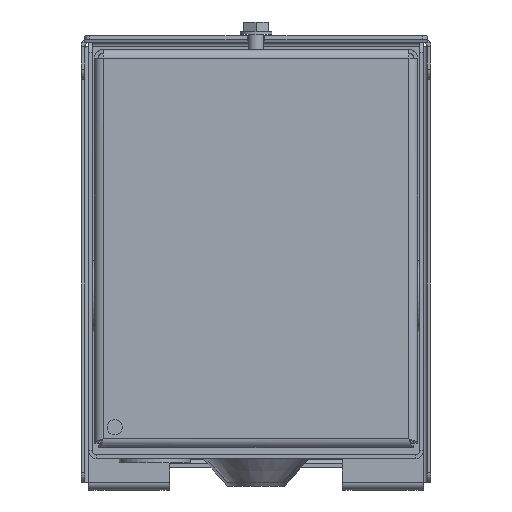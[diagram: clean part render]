
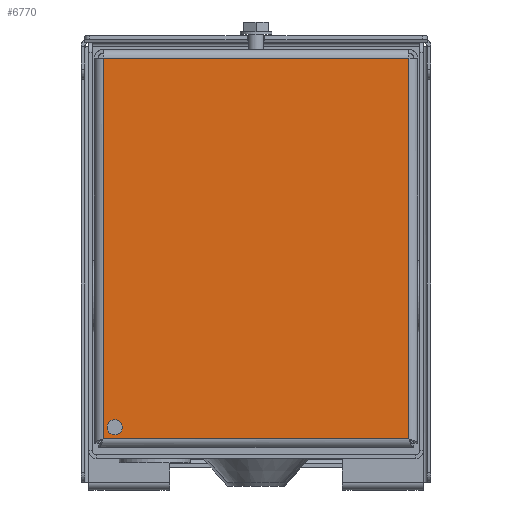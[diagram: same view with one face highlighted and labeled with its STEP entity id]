
A CAD part, front view. The second image highlights one B-rep face of the part: STEP entity #6770.
In plain terms, the highlighted planar face has unit normal (0, -1, 0).
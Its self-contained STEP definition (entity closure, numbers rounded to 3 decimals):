
#55 = CARTESIAN_POINT ( 'NONE',  ( -50.566, -155.202, 126.81 ) ) ;
#543 = VECTOR ( 'NONE', #5989, 1000. ) ;
#738 = EDGE_LOOP ( 'NONE', ( #4280, #11526 ) ) ;
#887 = VECTOR ( 'NONE', #4121, 1000. ) ;
#1191 = CIRCLE ( 'NONE', #1914, 2.381 ) ;
#1258 = CARTESIAN_POINT ( 'NONE',  ( -47.833, -155.202, -589.495 ) ) ;
#1286 = VERTEX_POINT ( 'NONE', #10057 ) ;
#1341 = EDGE_CURVE ( 'NONE', #2639, #1286, #1191, .T. ) ;
#1413 = EDGE_CURVE ( 'NONE', #11007, #11340, #1445, .T. ) ;
#1445 = LINE ( 'NONE', #10228, #7976 ) ;
#1739 = LINE ( 'NONE', #3058, #887 ) ;
#1914 = AXIS2_PLACEMENT_3D ( 'NONE', #10990, #5409, #4377 ) ;
#2125 = LINE ( 'NONE', #1258, #543 ) ;
#2613 = ORIENTED_EDGE ( 'NONE', *, *, #3187, .T. ) ;
#2639 = VERTEX_POINT ( 'NONE', #11102 ) ;
#2843 = VECTOR ( 'NONE', #3209, 1000. ) ;
#3058 = CARTESIAN_POINT ( 'NONE',  ( -50.566, -155.202, 6.16 ) ) ;
#3187 = EDGE_CURVE ( 'NONE', #4506, #11340, #9942, .T. ) ;
#3209 = DIRECTION ( 'NONE',  ( 0., 0., 1. ) ) ;
#3213 = CARTESIAN_POINT ( 'NONE',  ( -47.833, -155.202, 125.291 ) ) ;
#3514 = VERTEX_POINT ( 'NONE', #5523 ) ;
#4121 = DIRECTION ( 'NONE',  ( 1., 0., 0. ) ) ;
#4280 = ORIENTED_EDGE ( 'NONE', *, *, #10654, .F. ) ;
#4377 = DIRECTION ( 'NONE',  ( 0., 0., 1. ) ) ;
#4487 = PLANE ( 'NONE',  #7675 ) ;
#4506 = VERTEX_POINT ( 'NONE', #5180 ) ;
#4661 = EDGE_LOOP ( 'NONE', ( #2613, #4893, #7869, #11846 ) ) ;
#4856 = CIRCLE ( 'NONE', #5900, 2.381 ) ;
#4893 = ORIENTED_EDGE ( 'NONE', *, *, #1413, .F. ) ;
#5180 = CARTESIAN_POINT ( 'NONE',  ( 47.833, -155.202, 6.16 ) ) ;
#5409 = DIRECTION ( 'NONE',  ( 0., -1., 0. ) ) ;
#5523 = CARTESIAN_POINT ( 'NONE',  ( -47.833, -155.202, 6.16 ) ) ;
#5652 = DIRECTION ( 'NONE',  ( 0., -1., 0. ) ) ;
#5900 = AXIS2_PLACEMENT_3D ( 'NONE', #7611, #5652, #10419 ) ;
#5989 = DIRECTION ( 'NONE',  ( 0., 0., 1. ) ) ;
#6491 = DIRECTION ( 'NONE',  ( 0., 0., -1. ) ) ;
#6579 = DIRECTION ( 'NONE',  ( 1., 0., 0. ) ) ;
#6770 = ADVANCED_FACE ( 'NONE', ( #7470, #7621 ), #4487, .F. ) ;
#7269 = DIRECTION ( 'NONE',  ( 0., 1., 0. ) ) ;
#7435 = CARTESIAN_POINT ( 'NONE',  ( 47.833, -155.202, 125.291 ) ) ;
#7470 = FACE_BOUND ( 'NONE', #738, .T. ) ;
#7611 = CARTESIAN_POINT ( 'NONE',  ( -44.216, -155.202, 9.777 ) ) ;
#7621 = FACE_OUTER_BOUND ( 'NONE', #4661, .T. ) ;
#7675 = AXIS2_PLACEMENT_3D ( 'NONE', #55, #7269, #6491 ) ;
#7869 = ORIENTED_EDGE ( 'NONE', *, *, #8750, .F. ) ;
#7976 = VECTOR ( 'NONE', #6579, 1000. ) ;
#8177 = EDGE_CURVE ( 'NONE', #3514, #4506, #1739, .T. ) ;
#8750 = EDGE_CURVE ( 'NONE', #3514, #11007, #2125, .T. ) ;
#9785 = CARTESIAN_POINT ( 'NONE',  ( 47.833, -155.202, -589.495 ) ) ;
#9942 = LINE ( 'NONE', #9785, #2843 ) ;
#10057 = CARTESIAN_POINT ( 'NONE',  ( -44.216, -155.202, 12.158 ) ) ;
#10228 = CARTESIAN_POINT ( 'NONE',  ( -50.566, -155.202, 125.291 ) ) ;
#10419 = DIRECTION ( 'NONE',  ( 0., 0., 1. ) ) ;
#10654 = EDGE_CURVE ( 'NONE', #1286, #2639, #4856, .T. ) ;
#10990 = CARTESIAN_POINT ( 'NONE',  ( -44.216, -155.202, 9.777 ) ) ;
#11007 = VERTEX_POINT ( 'NONE', #3213 ) ;
#11102 = CARTESIAN_POINT ( 'NONE',  ( -44.216, -155.202, 7.396 ) ) ;
#11340 = VERTEX_POINT ( 'NONE', #7435 ) ;
#11526 = ORIENTED_EDGE ( 'NONE', *, *, #1341, .F. ) ;
#11846 = ORIENTED_EDGE ( 'NONE', *, *, #8177, .T. ) ;
